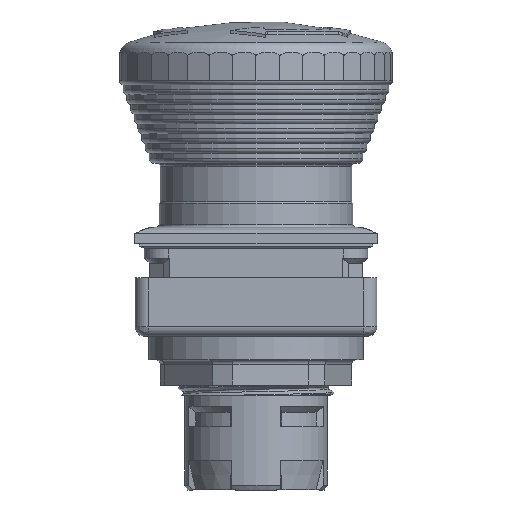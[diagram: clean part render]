
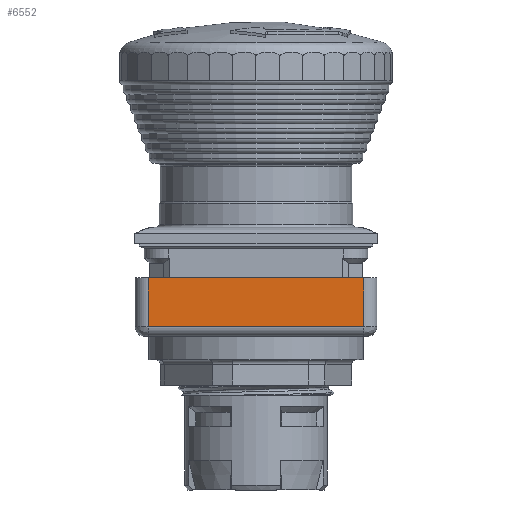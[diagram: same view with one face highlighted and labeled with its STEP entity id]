
A CAD part, left-side view. The second image highlights one B-rep face of the part: STEP entity #6552.
In plain terms, the highlighted planar face has unit normal (-1, 0, 0).
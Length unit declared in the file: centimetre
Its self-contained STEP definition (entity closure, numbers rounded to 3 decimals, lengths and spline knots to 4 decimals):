
#574=LINE('',#14811,#1066);
#581=LINE('',#14840,#1073);
#582=LINE('',#14841,#1074);
#583=LINE('',#14842,#1075);
#1066=VECTOR('',#8811,2.21);
#1073=VECTOR('',#8834,2.21);
#1074=VECTOR('',#8835,0.5);
#1075=VECTOR('',#8836,0.5);
#1747=FACE_OUTER_BOUND('',#2194,.T.);
#2194=EDGE_LOOP('',(#5568,#5569,#5570,#5571));
#3025=VERTEX_POINT('',#14808);
#3026=VERTEX_POINT('',#14810);
#3039=VERTEX_POINT('',#14838);
#3040=VERTEX_POINT('',#14839);
#3906=EDGE_CURVE('',#3026,#3025,#574,.T.);
#3920=EDGE_CURVE('',#3039,#3040,#581,.T.);
#3921=EDGE_CURVE('',#3039,#3026,#582,.T.);
#3922=EDGE_CURVE('',#3040,#3025,#583,.T.);
#5568=ORIENTED_EDGE('',*,*,#3920,.F.);
#5569=ORIENTED_EDGE('',*,*,#3921,.T.);
#5570=ORIENTED_EDGE('',*,*,#3906,.T.);
#5571=ORIENTED_EDGE('',*,*,#3922,.F.);
#6203=PLANE('',#7190);
#6552=ADVANCED_FACE('',(#1747),#6203,.T.);
#7190=AXIS2_PLACEMENT_3D('',#14837,#8832,#8833);
#8811=DIRECTION('',(0.,1.,0.));
#8832=DIRECTION('center_axis',(-1.,0.,0.));
#8833=DIRECTION('ref_axis',(0.,0.,1.));
#8834=DIRECTION('',(0.,1.,0.));
#8835=DIRECTION('',(0.,0.,1.));
#8836=DIRECTION('',(0.,0.,1.));
#14808=CARTESIAN_POINT('',(-1.2424,1.1051,2.175));
#14810=CARTESIAN_POINT('',(-1.2424,-1.1049,2.175));
#14811=CARTESIAN_POINT('',(-1.2424,1.1051,2.175));
#14837=CARTESIAN_POINT('Origin',(-1.2424,-1.1049,1.575));
#14838=CARTESIAN_POINT('',(-1.2424,-1.1049,1.675));
#14839=CARTESIAN_POINT('',(-1.2424,1.1051,1.675));
#14840=CARTESIAN_POINT('',(-1.2424,-0.5524,1.675));
#14841=CARTESIAN_POINT('',(-1.2424,-1.1049,1.575));
#14842=CARTESIAN_POINT('',(-1.2424,1.1051,1.575));
